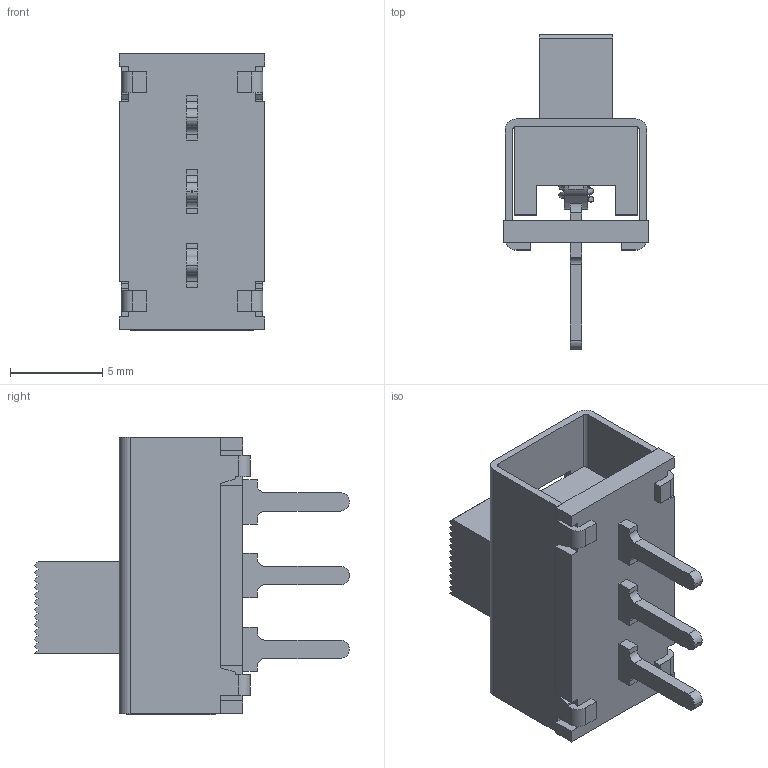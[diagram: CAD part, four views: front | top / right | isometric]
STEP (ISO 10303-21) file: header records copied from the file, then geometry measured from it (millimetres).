
FILE_DESCRIPTION (( 'STEP AP214' ), '1' );
FILE_NAME ('alsrobot-SW SPDT.STEP', '2016-05-13T14:50:20', ( 'Windows User' ), ( '' ), 'SwSTEP 2.0', 'SolidWorks 2016', '' );
FILE_SCHEMA (( 'AUTOMOTIVE_DESIGN' ));
Length unit declared in the file: millimetre
Products named in the file (6): alsrobot-SW SPDT_User Library-chave_mini_H-H_alavanca_chave_mini_H-H_alavanca_corpo_sem_abas_Valor predeterminado; alsrobot-SW SPDT_User Library-chave_mini_H-H_alavanca_chave_mini_H-H_alavanca_mola_Valor predeterminado; alsrobot-SW SPDT_User Library-chave_mini_H-H_alavanca_chave_mini_H-H_alavanca_base_3_pinos_PCB_Valor predeterminado; alsrobot-SW SPDT_User Library-chave_mini_H-H_alavanca_chave_mini_H-H_alavanca_contato_Valor predeterminado; alsrobot-SW SPDT_User Library-chave_mini_H-H_alavanca_chave_mini_H-H_alavanca_botao_baixo_Valor predeterminado; alsrobot-SW SPDT
Assembly tree (5 placements, depth 2):
  alsrobot-SW SPDT
    alsrobot-SW SPDT_User Library-chave_mini_H-H_alavanca_chave_mini_H-H_alavanca_botao_baixo_Valor predeterminado
    alsrobot-SW SPDT_User Library-chave_mini_H-H_alavanca_chave_mini_H-H_alavanca_contato_Valor predeterminado
    alsrobot-SW SPDT_User Library-chave_mini_H-H_alavanca_chave_mini_H-H_alavanca_base_3_pinos_PCB_Valor predeterminado
    alsrobot-SW SPDT_User Library-chave_mini_H-H_alavanca_chave_mini_H-H_alavanca_mola_Valor predeterminado
    alsrobot-SW SPDT_User Library-chave_mini_H-H_alavanca_chave_mini_H-H_alavanca_corpo_sem_abas_Valor predeterminado
Bounding box: 7.9 x 17.1 x 15.04 mm (x, y, z)
Volume: 627.2 mm3; surface area: 1450.5 mm2
Topology: 5 solids, 5 shells, 224 faces, 618 edges, 412 vertices
Faces by surface type: plane 183, cylinder 39, bspline 2
Entity records: 11720 total; most frequent: CARTESIAN_POINT 3242, ORIENTED_EDGE 1236, DIRECTION 1150, EDGE_CURVE 618, LINE 526, VECTOR 526, VERTEX_POINT 412, AXIS2_PLACEMENT_3D 312
